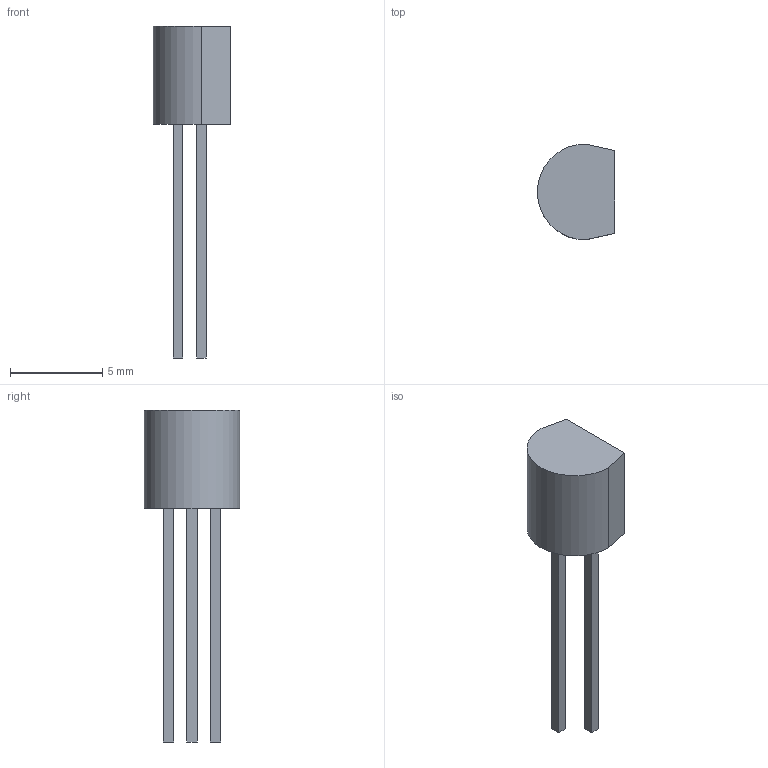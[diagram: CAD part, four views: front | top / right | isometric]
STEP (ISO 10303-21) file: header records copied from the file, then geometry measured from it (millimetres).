
FILE_DESCRIPTION( ( '' ), ' ' );
FILE_NAME( '5a1ce237a6f4e20f26e767ae.step', '2017-11-28T04:12:39', ( '' ), ( '' ), ' ', ' ', ' ' );
FILE_SCHEMA( ( 'AUTOMOTIVE_DESIGN { 1 0 10303 214 1 1 1 1 }' ) );
Length unit declared in the file: metre
Products named in the file (1): Open CASCADE STEP translator 6.8 2
Bounding box: 4.19 x 5.2 x 18.03 mm (x, y, z)
Volume: 108.8 mm3; surface area: 203.8 mm2
Topology: 1 solids, 1 shells, 21 faces, 48 edges, 32 vertices
Faces by surface type: plane 20, cylinder 1
Entity records: 1008 total; most frequent: CARTESIAN_POINT 102, ORIENTED_EDGE 96, DIRECTION 94, STYLED_ITEM 69, PRESENTATION_STYLE_ASSIGNMENT 69, COLOUR_RGB 69, EDGE_CURVE 48, CURVE_STYLE 48
